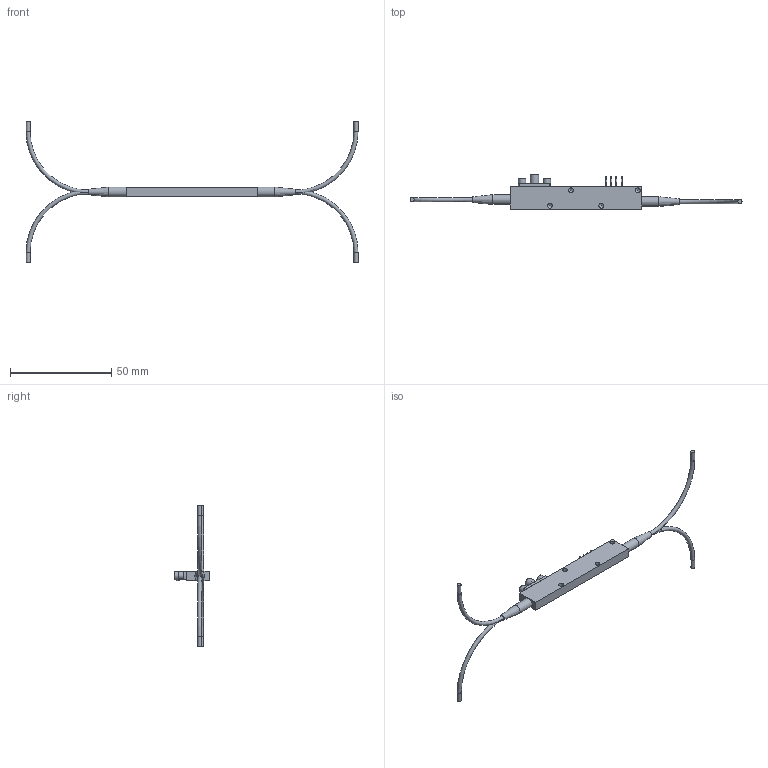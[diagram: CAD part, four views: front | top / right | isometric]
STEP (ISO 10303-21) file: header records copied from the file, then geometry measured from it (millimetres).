
FILE_DESCRIPTION(('FreeCAD Model'),'2;1');
FILE_NAME('Open CASCADE Shape Model','2021-07-22T10:12:52',( 'kicad StepUp'),('ksu MCAD'),'Open CASCADE STEP processor 7.5', 'FreeCAD','Unknown');
FILE_SCHEMA(('AUTOMOTIVE_DESIGN { 1 0 10303 214 1 1 1 1 }'));
Length unit declared in the file: millimetre
Products named in the file (1): Body
Bounding box: 164 x 17.2 x 70 mm (x, y, z)
Volume: 4306.3 mm3; surface area: 4635.8 mm2
Topology: 1 solids, 3 shells, 80 faces, 154 edges, 90 vertices
Faces by surface type: cylinder 31, plane 30, torus 12, cone 6, revolution 1
Full cylindrical faces by diameter (mm): 0.381 x1, 0.5 x12, 2 x4, 2.4 x4, 2.616 x2, 3.4 x1, 3.658 x2, 4.166 x1, 4.8 x2, 15.875 x1
Entity records: 4817 total; most frequent: CARTESIAN_POINT 1533, DIRECTION 674, LINE 306, VECTOR 306, ORIENTED_EDGE 300, PCURVE 300, DEFINITIONAL_REPRESENTATION 300, AXIS2_PLACEMENT_3D 169
